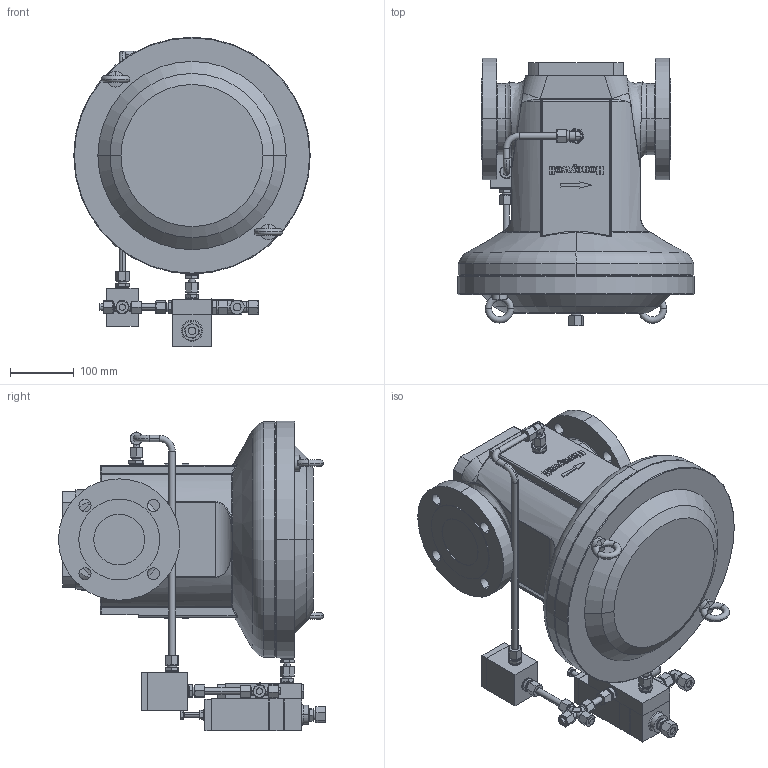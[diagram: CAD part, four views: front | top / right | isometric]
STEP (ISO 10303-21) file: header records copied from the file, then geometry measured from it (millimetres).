
FILE_DESCRIPTION (( 'STEP AP214' ), '1' );
FILE_NAME ('RMG402_DN80_ANSI150_630-1_SO_LR.STEP', '2020-04-03T11:48:51', ( '' ), ( '' ), 'SwSTEP 2.0', 'SolidWorks 2017', '' );
FILE_SCHEMA (( 'AUTOMOTIVE_DESIGN' ));
Length unit declared in the file: millimetre
Products named in the file (1): RMG402_DN80_ANSI150_630-1_SO_LR
Bounding box: 372 x 420 x 486.67 mm (x, y, z)
Volume: 23741840.2 mm3; surface area: 768329 mm2
Topology: 1 solids, 1 shells, 1381 faces, 3337 edges, 2050 vertices
Faces by surface type: plane 538, cone 369, cylinder 224, bspline 196, torus 40, sphere 14
Entity records: 62284 total; most frequent: CARTESIAN_POINT 29046, ORIENTED_EDGE 6662, DIRECTION 5466, EDGE_CURVE 3331, AXIS2_PLACEMENT_3D 2083, VERTEX_POINT 2050, EDGE_LOOP 1503, ADVANCED_FACE 1381
